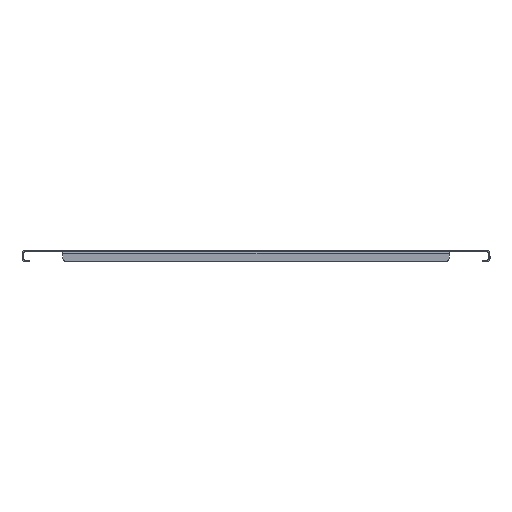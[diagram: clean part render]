
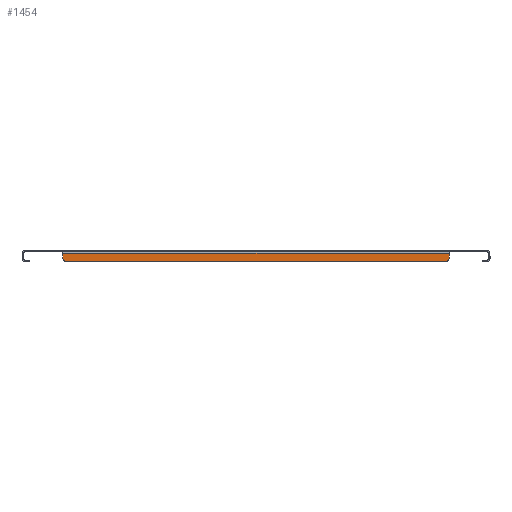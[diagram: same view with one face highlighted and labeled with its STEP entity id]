
A CAD part, left-side view. The second image highlights one B-rep face of the part: STEP entity #1454.
In plain terms, the highlighted planar face has unit normal (-1, 0, 0).
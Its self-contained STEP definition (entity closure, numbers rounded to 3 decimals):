
#22 = ORIENTED_EDGE ( 'NONE', *, *, #1779, .F. ) ;
#45 = CIRCLE ( 'NONE', #2745, 6. ) ;
#63 = CARTESIAN_POINT ( 'NONE',  ( -549.5, -242., -9. ) ) ;
#79 = DIRECTION ( 'NONE',  ( 0., 0., -1. ) ) ;
#104 = ORIENTED_EDGE ( 'NONE', *, *, #304, .T. ) ;
#167 = VECTOR ( 'NONE', #2785, 1000. ) ;
#271 = EDGE_CURVE ( 'NONE', #2781, #1968, #1982, .T. ) ;
#291 = ORIENTED_EDGE ( 'NONE', *, *, #2437, .F. ) ;
#304 = EDGE_CURVE ( 'NONE', #1968, #377, #2350, .T. ) ;
#314 = ORIENTED_EDGE ( 'NONE', *, *, #2974, .T. ) ;
#370 = VERTEX_POINT ( 'NONE', #1034 ) ;
#377 = VERTEX_POINT ( 'NONE', #2672 ) ;
#442 = FACE_OUTER_BOUND ( 'NONE', #1292, .T. ) ;
#494 = VECTOR ( 'NONE', #1783, 1000. ) ;
#517 = DIRECTION ( 'NONE',  ( -1., 0., 0. ) ) ;
#598 = LINE ( 'NONE', #1285, #2762 ) ;
#637 = VECTOR ( 'NONE', #2823, 1000. ) ;
#743 = AXIS2_PLACEMENT_3D ( 'NONE', #1633, #1818, #1356 ) ;
#797 = CARTESIAN_POINT ( 'NONE',  ( -549.5, 242., -9. ) ) ;
#812 = DIRECTION ( 'NONE',  ( -1., 0., 0. ) ) ;
#901 = EDGE_CURVE ( 'NONE', #370, #942, #598, .T. ) ;
#903 = PLANE ( 'NONE',  #743 ) ;
#942 = VERTEX_POINT ( 'NONE', #1069 ) ;
#959 = CARTESIAN_POINT ( 'NONE',  ( -549.5, -248., -15. ) ) ;
#1034 = CARTESIAN_POINT ( 'NONE',  ( -549.5, 248., -4. ) ) ;
#1069 = CARTESIAN_POINT ( 'NONE',  ( -549.5, 248., -9. ) ) ;
#1148 = VERTEX_POINT ( 'NONE', #2013 ) ;
#1202 = ORIENTED_EDGE ( 'NONE', *, *, #271, .T. ) ;
#1285 = CARTESIAN_POINT ( 'NONE',  ( -549.5, 248., -15. ) ) ;
#1292 = EDGE_LOOP ( 'NONE', ( #22, #1202, #104, #291, #1826, #314 ) ) ;
#1356 = DIRECTION ( 'NONE',  ( 0., 0., -1. ) ) ;
#1454 = ADVANCED_FACE ( 'NONE', ( #442 ), #903, .F. ) ;
#1464 = CARTESIAN_POINT ( 'NONE',  ( -549.5, -300., -4. ) ) ;
#1633 = CARTESIAN_POINT ( 'NONE',  ( -549.5, 0., 0. ) ) ;
#1779 = EDGE_CURVE ( 'NONE', #2781, #1148, #2683, .T. ) ;
#1783 = DIRECTION ( 'NONE',  ( 0., 1., 0. ) ) ;
#1818 = DIRECTION ( 'NONE',  ( 1., 0., 0. ) ) ;
#1826 = ORIENTED_EDGE ( 'NONE', *, *, #901, .T. ) ;
#1934 = DIRECTION ( 'NONE',  ( 0., 0., -1. ) ) ;
#1968 = VERTEX_POINT ( 'NONE', #2798 ) ;
#1982 = CIRCLE ( 'NONE', #2608, 6. ) ;
#2013 = CARTESIAN_POINT ( 'NONE',  ( -549.5, 242., -15. ) ) ;
#2204 = CARTESIAN_POINT ( 'NONE',  ( -549.5, -300., -15. ) ) ;
#2223 = DIRECTION ( 'NONE',  ( 0., 0., -1. ) ) ;
#2350 = LINE ( 'NONE', #959, #637 ) ;
#2437 = EDGE_CURVE ( 'NONE', #370, #377, #2596, .T. ) ;
#2596 = LINE ( 'NONE', #1464, #167 ) ;
#2608 = AXIS2_PLACEMENT_3D ( 'NONE', #63, #517, #79 ) ;
#2672 = CARTESIAN_POINT ( 'NONE',  ( -549.5, -248., -4. ) ) ;
#2683 = LINE ( 'NONE', #2204, #494 ) ;
#2745 = AXIS2_PLACEMENT_3D ( 'NONE', #797, #812, #1934 ) ;
#2762 = VECTOR ( 'NONE', #2223, 1000. ) ;
#2770 = CARTESIAN_POINT ( 'NONE',  ( -549.5, -242., -15. ) ) ;
#2781 = VERTEX_POINT ( 'NONE', #2770 ) ;
#2785 = DIRECTION ( 'NONE',  ( 0., -1., 0. ) ) ;
#2798 = CARTESIAN_POINT ( 'NONE',  ( -549.5, -248., -9. ) ) ;
#2823 = DIRECTION ( 'NONE',  ( 0., 0., 1. ) ) ;
#2974 = EDGE_CURVE ( 'NONE', #942, #1148, #45, .T. ) ;
